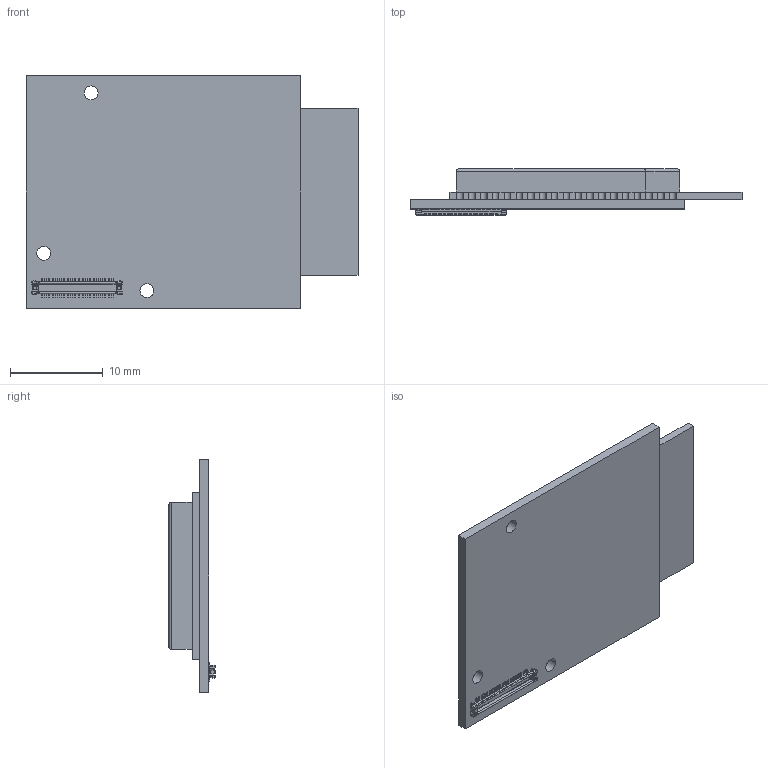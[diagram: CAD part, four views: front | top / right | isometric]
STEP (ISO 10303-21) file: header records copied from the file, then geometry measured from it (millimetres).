
FILE_DESCRIPTION((''),'2;1');
FILE_NAME('PWB-RAK2305_ASM','2020-10-10T',('admin'),(''),'PRO/ENGINEER BY PARAMETRIC TECHNOLOGY CORPORATION, 2010280','PRO/ENGINEER BY PARAMETRIC TECHNOLOGY CORPORATION, 2010280','');
FILE_SCHEMA(('CONFIG_CONTROL_DESIGN','SHAPE_APPEARANCE_LAYERS_GROUPS'));
Length unit declared in the file: millimetre
Products named in the file (4): PWB-RAK2305; AXE640124; ESP32-WROVER-B; PWB-RAK2305_ASM
Assembly tree (3 placements, depth 2):
  PWB-RAK2305_ASM
    PWB-RAK2305
    AXE640124
    ESP32-WROVER-B
Bounding box: 35.7 x 4.95 x 25 mm (x, y, z)
Volume: 2083.9 mm3; surface area: 3040.6 mm2
Topology: 3 solids, 3 shells, 787 faces, 2759 edges, 2516 vertices
Faces by surface type: plane 641, cylinder 134, torus 4, bspline 4, cone 4
Entity records: 38113 total; most frequent: CARTESIAN_POINT 5928, DIRECTION 4871, ORIENTED_EDGE 4404, PRESENTATION_STYLE_ASSIGNMENT 2864, STYLED_ITEM 2807, CURVE_STYLE 2802, EDGE_CURVE 2202, VECTOR 2193
